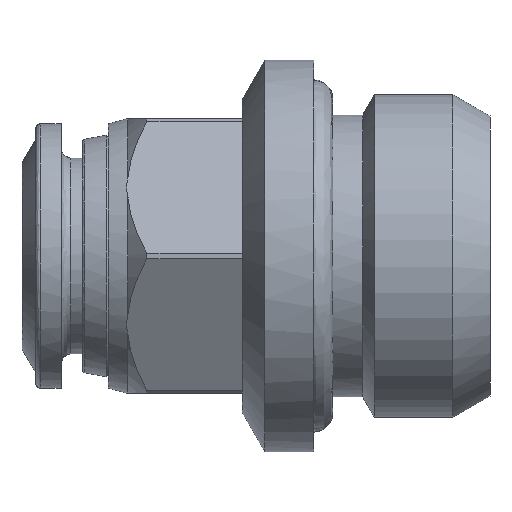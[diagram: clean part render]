
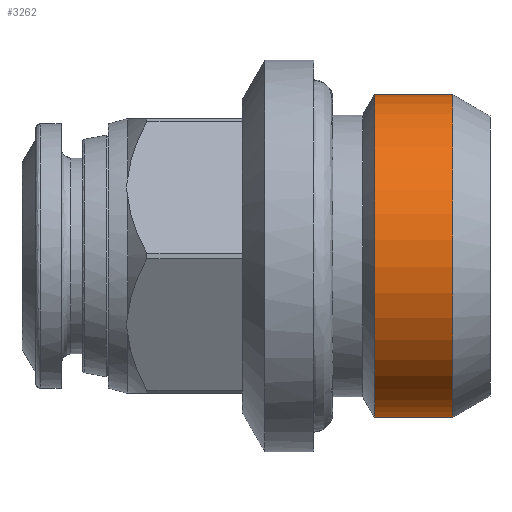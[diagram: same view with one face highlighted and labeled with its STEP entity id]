
A CAD part, left-side view. The second image highlights one B-rep face of the part: STEP entity #3262.
In plain terms, the highlighted free-form (B-spline) face has degree [1, 3] with [2, 4] control points.
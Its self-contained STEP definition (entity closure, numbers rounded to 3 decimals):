
#169 = CARTESIAN_POINT ( 'NONE',  ( 0., 1.905, -8.25 ) ) ;
#205 = CARTESIAN_POINT ( 'NONE',  ( 0., 1.905, -8.25 ) ) ;
#319 = CARTESIAN_POINT ( 'NONE',  ( -16.5, 5.894, 8.25 ) ) ;
#472 = EDGE_CURVE ( 'NONE', #575, #3591, #751, .T. ) ;
#506 = FACE_OUTER_BOUND ( 'NONE', #1072, .T. ) ;
#521 =( BOUNDED_CURVE ( )  B_SPLINE_CURVE ( 3, ( #2557, #792, #3731, #1033 ),
 .UNSPECIFIED., .F., .T. ) 
 B_SPLINE_CURVE_WITH_KNOTS ( ( 4, 4 ),
 ( -3.142, 0. ),
 .UNSPECIFIED. ) 
 CURVE ( )  GEOMETRIC_REPRESENTATION_ITEM ( )  RATIONAL_B_SPLINE_CURVE ( ( 1., 0.333, 0.333, 1. ) ) 
 REPRESENTATION_ITEM ( '' )  );
#528 = VERTEX_POINT ( 'NONE', #2159 ) ;
#575 = VERTEX_POINT ( 'NONE', #169 ) ;
#751 = B_SPLINE_CURVE_WITH_KNOTS ( 'NONE', 1,
 ( #3342, #932 ),
 .UNSPECIFIED., .F., .F.,
 ( 2, 2 ),
 ( -1., 0. ),
 .UNSPECIFIED. ) ;
#792 = CARTESIAN_POINT ( 'NONE',  ( -16.5, 1.905, 8.25 ) ) ;
#893 = B_SPLINE_CURVE_WITH_KNOTS ( 'NONE', 1,
 ( #3223, #1741 ),
 .UNSPECIFIED., .F., .F.,
 ( 2, 2 ),
 ( -1., 0. ),
 .UNSPECIFIED. ) ;
#932 = CARTESIAN_POINT ( 'NONE',  ( 0., 5.894, -8.25 ) ) ;
#946 = CARTESIAN_POINT ( 'NONE',  ( 0., 5.894, 8.25 ) ) ;
#1033 = CARTESIAN_POINT ( 'NONE',  ( 0., 1.905, -8.25 ) ) ;
#1072 = EDGE_LOOP ( 'NONE', ( #2377, #2464, #2977, #1508 ) ) ;
#1126 = CARTESIAN_POINT ( 'NONE',  ( -16.5, 1.905, 8.25 ) ) ;
#1291 = CARTESIAN_POINT ( 'NONE',  ( 0., 5.894, -8.25 ) ) ;
#1334 = VERTEX_POINT ( 'NONE', #1920 ) ;
#1373 = CARTESIAN_POINT ( 'NONE',  ( 0., 5.894, 8.25 ) ) ;
#1470 = EDGE_CURVE ( 'NONE', #528, #1334, #893, .T. ) ;
#1508 = ORIENTED_EDGE ( 'NONE', *, *, #1470, .F. ) ;
#1605 = EDGE_CURVE ( 'NONE', #528, #3591, #3621, .T. ) ;
#1650 = CARTESIAN_POINT ( 'NONE',  ( 0., 1.905, 8.25 ) ) ;
#1741 = CARTESIAN_POINT ( 'NONE',  ( 0., 1.905, 8.25 ) ) ;
#1920 = CARTESIAN_POINT ( 'NONE',  ( 0., 1.905, 8.25 ) ) ;
#2159 = CARTESIAN_POINT ( 'NONE',  ( 0., 5.894, 8.25 ) ) ;
#2328 = CARTESIAN_POINT ( 'NONE',  ( -16.5, 5.894, 8.25 ) ) ;
#2377 = ORIENTED_EDGE ( 'NONE', *, *, #1605, .T. ) ;
#2464 = ORIENTED_EDGE ( 'NONE', *, *, #472, .F. ) ;
#2557 = CARTESIAN_POINT ( 'NONE',  ( 0., 1.905, 8.25 ) ) ;
#2626 = CARTESIAN_POINT ( 'NONE',  ( 0., 5.894, -8.25 ) ) ;
#2698 =( BOUNDED_SURFACE ( )  B_SPLINE_SURFACE ( 1, 3, ( 
 ( #1373, #2328, #3468, #2626 ),
 ( #1650, #1126, #3216, #205 ) ),
 .UNSPECIFIED., .F., .F., .T. ) 
 B_SPLINE_SURFACE_WITH_KNOTS ( ( 2, 2 ),
 ( 4, 4 ),
 ( 0., 1. ),
 ( 0., 1. ),
 .UNSPECIFIED. ) 
 GEOMETRIC_REPRESENTATION_ITEM ( )  RATIONAL_B_SPLINE_SURFACE ( (
 ( 1., 0.333, 0.333, 1.),
 ( 1., 0.333, 0.333, 1.) ) ) 
 REPRESENTATION_ITEM ( '' )  SURFACE ( )  );
#2977 = ORIENTED_EDGE ( 'NONE', *, *, #3787, .F. ) ;
#3216 = CARTESIAN_POINT ( 'NONE',  ( -16.5, 1.905, -8.25 ) ) ;
#3223 = CARTESIAN_POINT ( 'NONE',  ( 0., 5.894, 8.25 ) ) ;
#3262 = ADVANCED_FACE ( 'NONE', ( #506 ), #2698, .F. ) ;
#3342 = CARTESIAN_POINT ( 'NONE',  ( 0., 1.905, -8.25 ) ) ;
#3468 = CARTESIAN_POINT ( 'NONE',  ( -16.5, 5.894, -8.25 ) ) ;
#3591 = VERTEX_POINT ( 'NONE', #1291 ) ;
#3608 = CARTESIAN_POINT ( 'NONE',  ( 0., 5.894, -8.25 ) ) ;
#3621 =( BOUNDED_CURVE ( )  B_SPLINE_CURVE ( 3, ( #946, #319, #3640, #3608 ),
 .UNSPECIFIED., .F., .T. ) 
 B_SPLINE_CURVE_WITH_KNOTS ( ( 4, 4 ),
 ( -3.142, 0. ),
 .UNSPECIFIED. ) 
 CURVE ( )  GEOMETRIC_REPRESENTATION_ITEM ( )  RATIONAL_B_SPLINE_CURVE ( ( 1., 0.333, 0.333, 1. ) ) 
 REPRESENTATION_ITEM ( '' )  );
#3640 = CARTESIAN_POINT ( 'NONE',  ( -16.5, 5.894, -8.25 ) ) ;
#3731 = CARTESIAN_POINT ( 'NONE',  ( -16.5, 1.905, -8.25 ) ) ;
#3787 = EDGE_CURVE ( 'NONE', #1334, #575, #521, .T. ) ;
